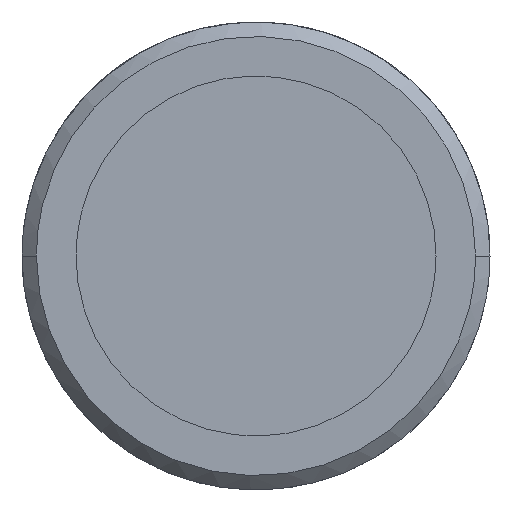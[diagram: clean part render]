
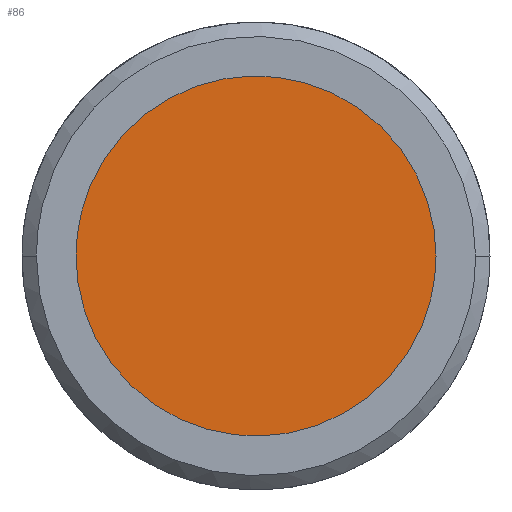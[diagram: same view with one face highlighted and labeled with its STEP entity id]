
A CAD part, front view. The second image highlights one B-rep face of the part: STEP entity #86.
In plain terms, the highlighted planar face has unit normal (0, -1, 0).
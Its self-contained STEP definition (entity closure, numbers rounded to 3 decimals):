
#86=ADVANCED_FACE('',(#164),#1105,.T.);
#164=FACE_OUTER_BOUND('',#242,.T.);
#242=EDGE_LOOP('',(#544,#545));
#544=ORIENTED_EDGE('',*,*,#761,.T.);
#545=ORIENTED_EDGE('',*,*,#764,.T.);
#761=EDGE_CURVE('',#1067,#1069,#942,.T.);
#764=EDGE_CURVE('',#1069,#1067,#945,.T.);
#942=(
BOUNDED_CURVE()
B_SPLINE_CURVE(2,(#3597,#3598,#3599,#3600,#3601),.UNSPECIFIED.,.F.,.F.)
B_SPLINE_CURVE_WITH_KNOTS((3,2,3),(0.,39.27,78.54),
 .UNSPECIFIED.)
CURVE()
GEOMETRIC_REPRESENTATION_ITEM()
RATIONAL_B_SPLINE_CURVE((1.,0.707,1.,0.707,1.))
REPRESENTATION_ITEM('')
);
#945=(
BOUNDED_CURVE()
B_SPLINE_CURVE(2,(#3609,#3610,#3611,#3612,#3613),.UNSPECIFIED.,.F.,.F.)
B_SPLINE_CURVE_WITH_KNOTS((3,2,3),(78.54,117.81,157.08),
 .UNSPECIFIED.)
CURVE()
GEOMETRIC_REPRESENTATION_ITEM()
RATIONAL_B_SPLINE_CURVE((1.,0.707,1.,0.707,1.))
REPRESENTATION_ITEM('')
);
#1067=VERTEX_POINT('',#3587);
#1069=VERTEX_POINT('',#3589);
#1105=PLANE('',#1267);
#1267=AXIS2_PLACEMENT_3D('',#3567,#1288,$);
#1288=DIRECTION('',(0.,-1.,0.));
#3567=CARTESIAN_POINT('',(-31.25,1.,9.75));
#3587=CARTESIAN_POINT('',(25.,1.,41.));
#3589=CARTESIAN_POINT('',(-25.,1.,41.));
#3597=CARTESIAN_POINT('',(25.,1.,41.));
#3598=CARTESIAN_POINT('',(25.,1.,66.));
#3599=CARTESIAN_POINT('',(0.,1.,66.));
#3600=CARTESIAN_POINT('',(-25.,1.,66.));
#3601=CARTESIAN_POINT('',(-25.,1.,41.));
#3609=CARTESIAN_POINT('',(-25.,1.,41.));
#3610=CARTESIAN_POINT('',(-25.,1.,16.));
#3611=CARTESIAN_POINT('',(0.,1.,16.));
#3612=CARTESIAN_POINT('',(25.,1.,16.));
#3613=CARTESIAN_POINT('',(25.,1.,41.));
